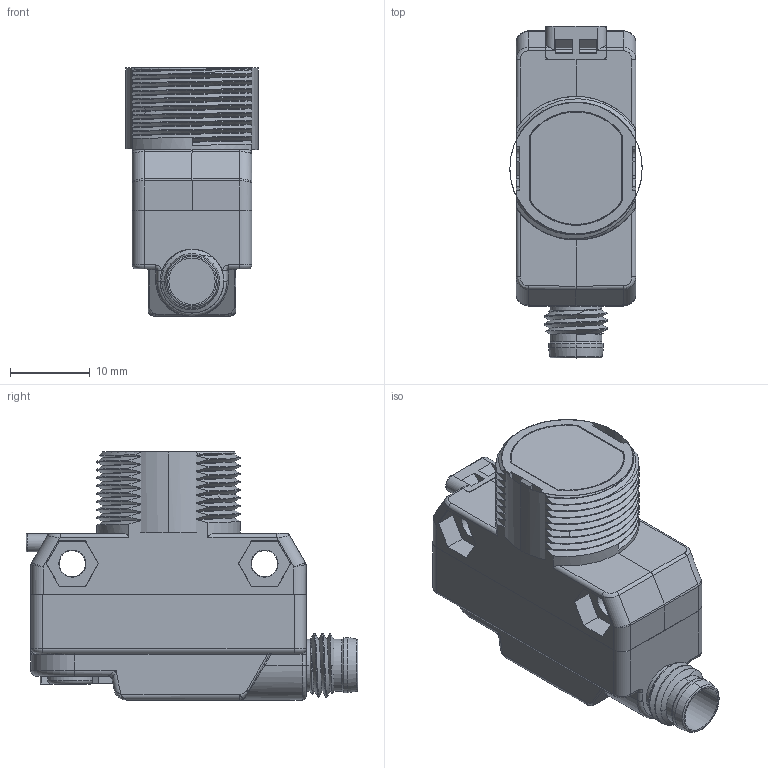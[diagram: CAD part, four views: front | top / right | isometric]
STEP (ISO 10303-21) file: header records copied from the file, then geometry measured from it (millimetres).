
FILE_DESCRIPTION((''),'2;1');
FILE_NAME('195815_ASM','2016-07-21T',('PDMAdmin'),(''),'PRO/ENGINEER BY PARAMETRIC TECHNOLOGY CORPORATION, 2016010','PRO/ENGINEER BY PARAMETRIC TECHNOLOGY CORPORATION, 2016010','');
FILE_SCHEMA(('CONFIG_CONTROL_DESIGN'));
Products named in the file (21): 189787_HOUSING; 114096; 189787_ASM; 189788; 195299_ASM; 111645; 130017_1_AF0; 130017_2_AF0; 130017_3_AF0; 130017_3_AF1; 130017_3_AF2; 130017_3_AF3; 130017_AF0_ASM; 194703_AF1_ASM; 195812_AF0_ASM; 127343; 67851_AF1; 60902; 61611_ASM; 195815_SIMPLIFY_QD_FILLER; 195815_ASM
Assembly tree (20 placements, depth 5):
  195815_ASM
    195299_ASM
      189787_ASM
        189787_HOUSING
        114096
      189788
    195812_AF0_ASM
      111645
      194703_AF1_ASM
        130017_AF0_ASM
          130017_1_AF0
          130017_2_AF0
          130017_3_AF0
          130017_3_AF1
          130017_3_AF2
          130017_3_AF3
    61611_ASM
      127343
      67851_AF1
      60902
    195815_SIMPLIFY_QD_FILLER
Bounding box: 16.59 x 41.59 x 31.1 mm (x, y, z)
Volume: 5479.8 mm3; surface area: 9621.2 mm2
Topology: 14 solids, 16 shells, 1530 faces, 3880 edges, 2429 vertices
Faces by surface type: plane 707, cylinder 419, bspline 189, cone 110, torus 72, sphere 33
Entity records: 72661 total; most frequent: CARTESIAN_POINT 36541, ORIENTED_EDGE 7742, DIRECTION 7020, EDGE_CURVE 3878, VERTEX_POINT 2429, AXIS2_PLACEMENT_3D 2380, VECTOR 2260, LINE 2260
